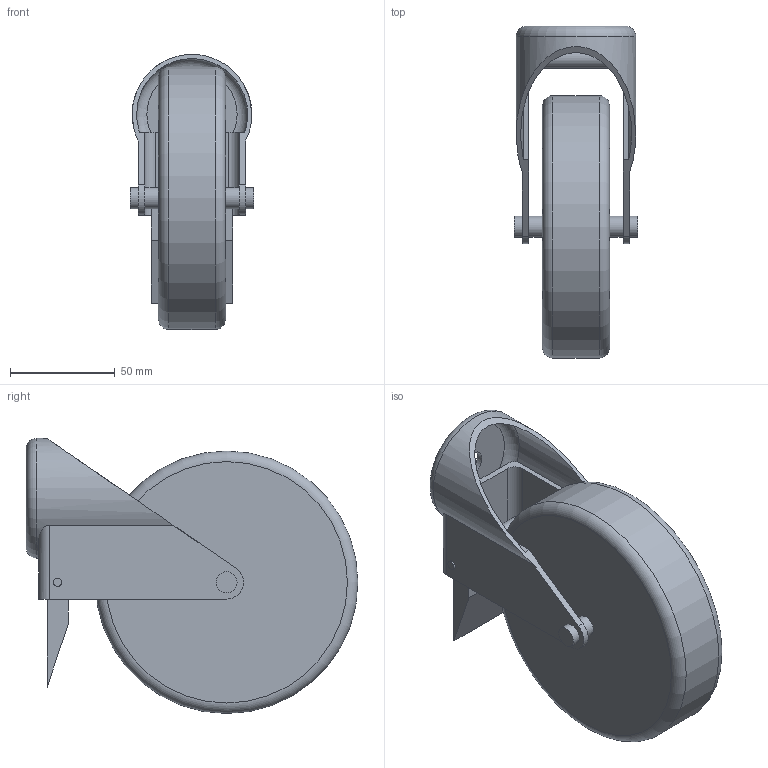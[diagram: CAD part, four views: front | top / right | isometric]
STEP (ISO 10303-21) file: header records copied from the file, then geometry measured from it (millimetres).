
FILE_DESCRIPTION(/* description */ (''),/* implementation_level */ '2;1');
FILE_NAME(/* name */ '144105',/* time_stamp */ '2014-10-06T15:58:28+02:00',/* author */ (''),/* organization */ (''),/* preprocessor_version */ 'ST-DEVELOPER v14',/* originating_system */ 'HiCAD 2013 1802.4 Build 509',/* authorisation */ '');
FILE_SCHEMA (('AUTOMOTIVE_DESIGN { 1 0 10303 214 1 1 1 1 }'));
Length unit declared in the file: millimetre
Products named in the file (2): Root; 144105Zwenkwiel diam. 125, met rem antistatischBOIKON
Assembly tree (1 placements, depth 2):
  Root
    144105Zwenkwiel diam. 125, met rem antistatischBOIKON
Bounding box: 59 x 158 x 131 mm (x, y, z)
Volume: 444541.9 mm3; surface area: 70002.4 mm2
Topology: 1 solids, 1 shells, 48 faces, 122 edges, 83 vertices
Faces by surface type: plane 23, cylinder 21, torus 4
Full cylindrical faces by diameter (mm): 4 x4, 10 x4, 12.5 x1, 57 x1, 125 x1
Entity records: 3250 total; most frequent: CARTESIAN_POINT 1156, DIRECTION 234, PRESENTATION_STYLE_ASSIGNMENT 197, COLOUR_RGB 197, DRAUGHTING_PRE_DEFINED_CURVE_FONT 196, CURVE_STYLE 196, OVER_RIDING_STYLED_ITEM 196, ORIENTED_EDGE 196
